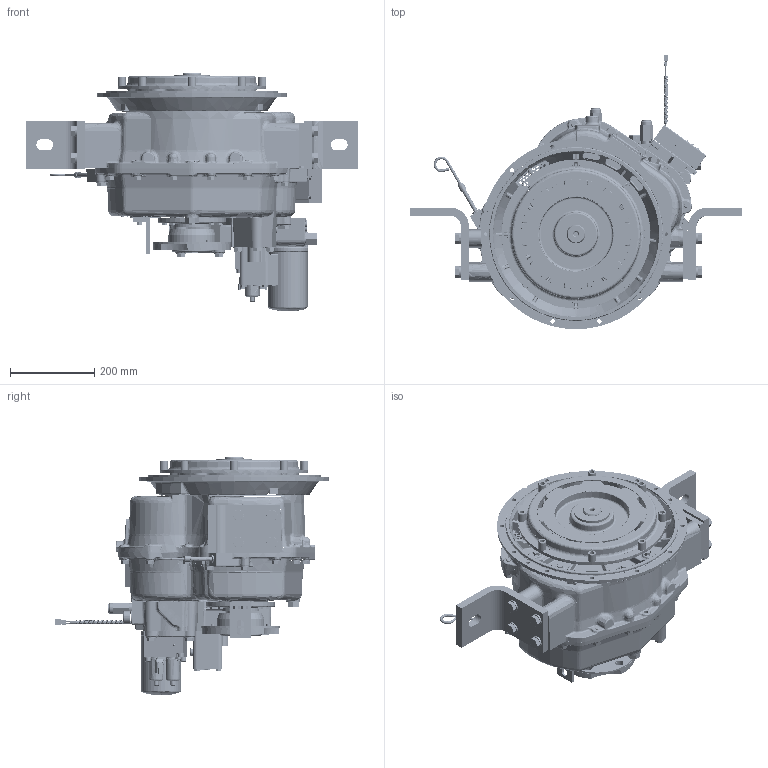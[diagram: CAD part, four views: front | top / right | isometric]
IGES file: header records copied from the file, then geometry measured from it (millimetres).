
Start section: SolidWorks IGES file using analytic representation for surfaces
Global section: file name: PX13174B.IGS; native system: SolidWorks 2010; preprocessor: SolidWorks 2010; author: DVandooren; date: 150408.112639; units: inch
Bounding box: 787.4 x 651.2 x 565.55 mm (x, y, z)
Surface area: 2477907.1 mm2 (no closed solid volume)
Topology: 0 solids, 0 shells, 5004 faces, 85618 edges, 85431 vertices
Faces by surface type: bspline 3186, revolution 1818
